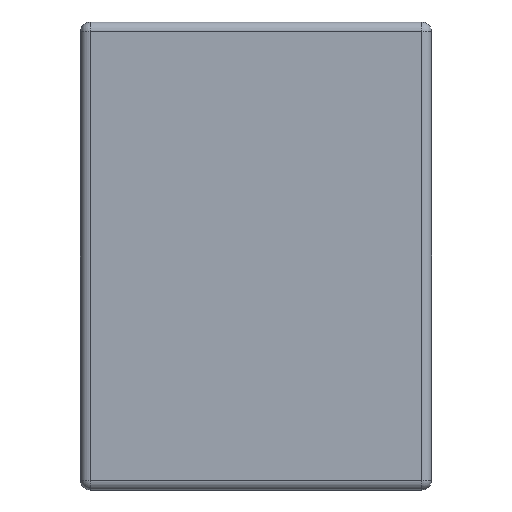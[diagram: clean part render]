
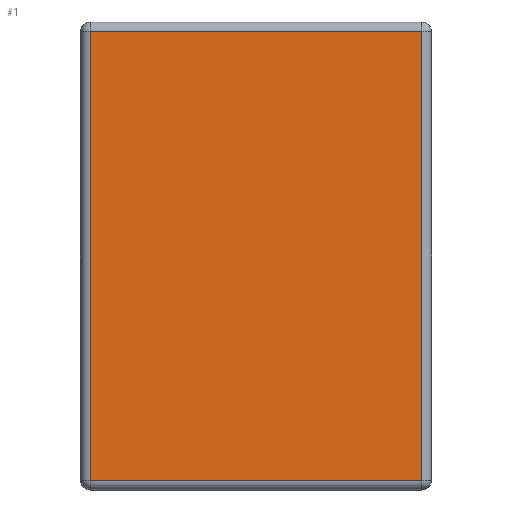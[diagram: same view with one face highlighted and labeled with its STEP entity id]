
A CAD part, left-side view. The second image highlights one B-rep face of the part: STEP entity #1.
In plain terms, the highlighted planar face has unit normal (-1, 0, 0).
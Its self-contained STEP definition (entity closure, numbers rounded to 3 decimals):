
#1 = ADVANCED_FACE ( 'NONE', ( #1647 ), #902, .T. ) ;
#64 = DIRECTION ( 'NONE',  ( 0., 0., 1. ) ) ;
#287 = EDGE_CURVE ( 'NONE', #3899, #1458, #3385, .T. ) ;
#691 = ORIENTED_EDGE ( 'NONE', *, *, #3042, .T. ) ;
#902 = PLANE ( 'NONE',  #960 ) ;
#922 = CARTESIAN_POINT ( 'NONE',  ( 0., 0.058, -2.742 ) ) ;
#960 = AXIS2_PLACEMENT_3D ( 'NONE', #1007, #1028, #4160 ) ;
#990 = ORIENTED_EDGE ( 'NONE', *, *, #287, .T. ) ;
#1007 = CARTESIAN_POINT ( 'NONE',  ( 0., 0., 0. ) ) ;
#1028 = DIRECTION ( 'NONE',  ( -1., 0., 0. ) ) ;
#1177 = LINE ( 'NONE', #3997, #2061 ) ;
#1259 = VERTEX_POINT ( 'NONE', #922 ) ;
#1458 = VERTEX_POINT ( 'NONE', #1867 ) ;
#1533 = EDGE_CURVE ( 'NONE', #1458, #1259, #4462, .T. ) ;
#1544 = DIRECTION ( 'NONE',  ( 0., -1., 0. ) ) ;
#1647 = FACE_OUTER_BOUND ( 'NONE', #3916, .T. ) ;
#1807 = VERTEX_POINT ( 'NONE', #4075 ) ;
#1867 = CARTESIAN_POINT ( 'NONE',  ( 0., 2.042, -2.742 ) ) ;
#1934 = ORIENTED_EDGE ( 'NONE', *, *, #2862, .T. ) ;
#2061 = VECTOR ( 'NONE', #64, 1000. ) ;
#2068 = CARTESIAN_POINT ( 'NONE',  ( 0., 2.1, -0.058 ) ) ;
#2144 = LINE ( 'NONE', #2068, #2743 ) ;
#2281 = CARTESIAN_POINT ( 'NONE',  ( 0., 2.042, -2.8 ) ) ;
#2430 = VECTOR ( 'NONE', #1544, 1000. ) ;
#2743 = VECTOR ( 'NONE', #3507, 1000. ) ;
#2862 = EDGE_CURVE ( 'NONE', #1259, #1807, #1177, .T. ) ;
#3042 = EDGE_CURVE ( 'NONE', #1807, #3899, #2144, .T. ) ;
#3099 = ORIENTED_EDGE ( 'NONE', *, *, #1533, .T. ) ;
#3385 = LINE ( 'NONE', #2281, #4678 ) ;
#3507 = DIRECTION ( 'NONE',  ( 0., 1., 0. ) ) ;
#3732 = CARTESIAN_POINT ( 'NONE',  ( 0., 0., -2.742 ) ) ;
#3899 = VERTEX_POINT ( 'NONE', #4182 ) ;
#3916 = EDGE_LOOP ( 'NONE', ( #3099, #1934, #691, #990 ) ) ;
#3997 = CARTESIAN_POINT ( 'NONE',  ( 0., 0.058, 0. ) ) ;
#4075 = CARTESIAN_POINT ( 'NONE',  ( 0., 0.058, -0.058 ) ) ;
#4160 = DIRECTION ( 'NONE',  ( 0., 0., 1. ) ) ;
#4182 = CARTESIAN_POINT ( 'NONE',  ( 0., 2.042, -0.058 ) ) ;
#4462 = LINE ( 'NONE', #3732, #2430 ) ;
#4527 = DIRECTION ( 'NONE',  ( 0., 0., -1. ) ) ;
#4678 = VECTOR ( 'NONE', #4527, 1000. ) ;
